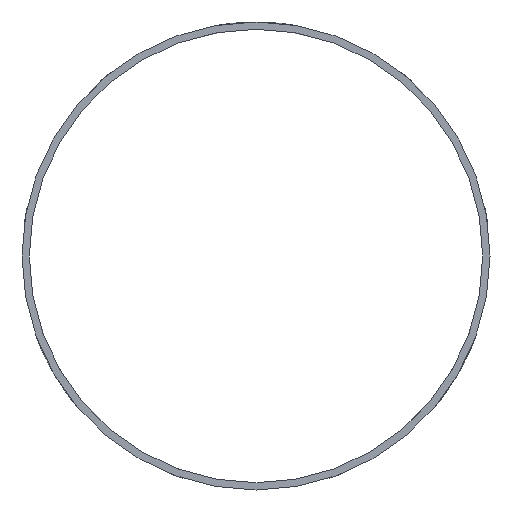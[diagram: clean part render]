
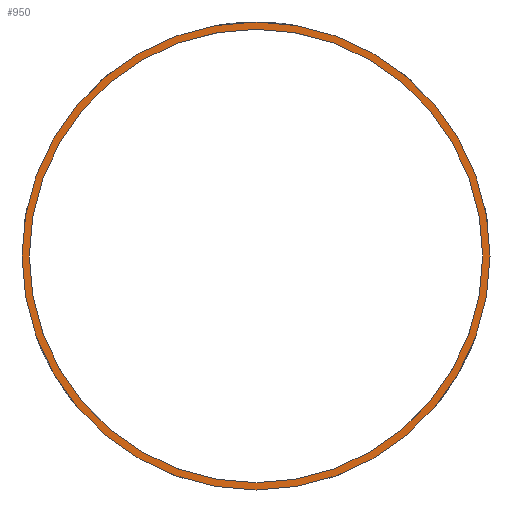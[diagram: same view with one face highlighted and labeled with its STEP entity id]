
A CAD part, front view. The second image highlights one B-rep face of the part: STEP entity #950.
In plain terms, the highlighted planar face has unit normal (0, -1, 0).
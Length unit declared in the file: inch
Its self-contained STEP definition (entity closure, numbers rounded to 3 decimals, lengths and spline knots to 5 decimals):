
#46=FACE_BOUND('',#186,.T.);
#60=PLANE('',#1052);
#114=FACE_OUTER_BOUND('',#185,.T.);
#185=EDGE_LOOP('',(#896,#897));
#186=EDGE_LOOP('',(#898));
#224=CIRCLE('',#1045,3.875);
#227=CIRCLE('',#1049,4.);
#228=CIRCLE('',#1050,4.);
#474=VERTEX_POINT('',#2365);
#477=VERTEX_POINT('',#2373);
#478=VERTEX_POINT('',#2375);
#613=EDGE_CURVE('',#474,#474,#224,.T.);
#617=EDGE_CURVE('',#477,#478,#227,.T.);
#618=EDGE_CURVE('',#478,#477,#228,.T.);
#896=ORIENTED_EDGE('',*,*,#618,.F.);
#897=ORIENTED_EDGE('',*,*,#617,.F.);
#898=ORIENTED_EDGE('',*,*,#613,.F.);
#950=ADVANCED_FACE('',(#114,#46),#60,.F.);
#1045=AXIS2_PLACEMENT_3D('',#2367,#1252,#1253);
#1049=AXIS2_PLACEMENT_3D('',#2376,#1261,#1262);
#1050=AXIS2_PLACEMENT_3D('',#2377,#1263,#1264);
#1052=AXIS2_PLACEMENT_3D('',#2379,#1267,#1268);
#1252=DIRECTION('center_axis',(0.,-1.,0.));
#1253=DIRECTION('ref_axis',(1.,0.,0.));
#1261=DIRECTION('center_axis',(0.,1.,0.));
#1262=DIRECTION('ref_axis',(-1.,0.,0.));
#1263=DIRECTION('center_axis',(0.,1.,0.));
#1264=DIRECTION('ref_axis',(-1.,0.,0.));
#1267=DIRECTION('center_axis',(0.,1.,0.));
#1268=DIRECTION('ref_axis',(0.,0.,1.));
#2365=CARTESIAN_POINT('',(-3.875,0.,0.));
#2367=CARTESIAN_POINT('Origin',(0.,0.,0.));
#2373=CARTESIAN_POINT('',(4.,0.,0.));
#2375=CARTESIAN_POINT('',(-4.,0.,0.));
#2376=CARTESIAN_POINT('Origin',(0.,0.,0.));
#2377=CARTESIAN_POINT('Origin',(0.,0.,0.));
#2379=CARTESIAN_POINT('Origin',(0.,0.,0.));
